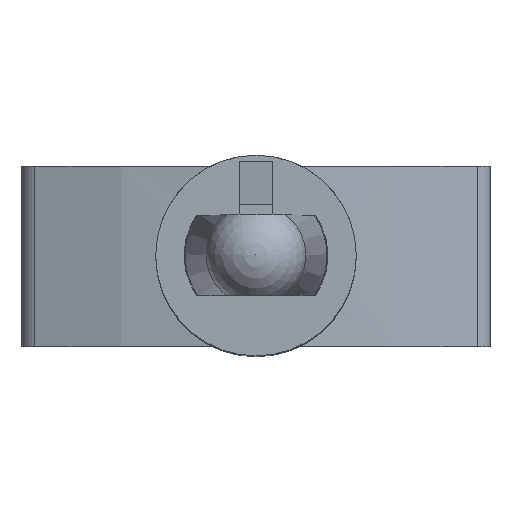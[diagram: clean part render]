
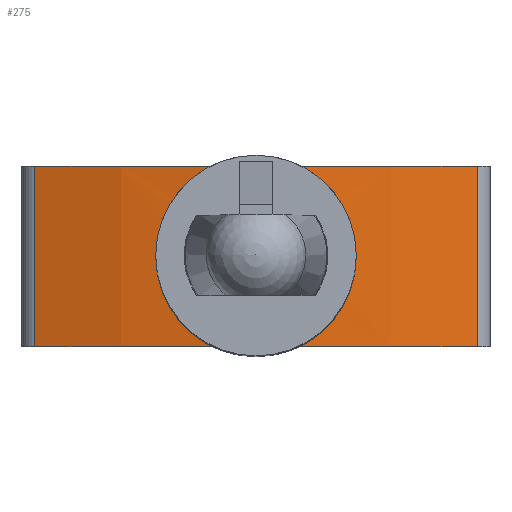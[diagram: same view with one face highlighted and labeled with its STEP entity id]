
A CAD part, top view. The second image highlights one B-rep face of the part: STEP entity #275.
In plain terms, the highlighted cylindrical face has radius 18.267 mm (diameter 36.534 mm), a partial arc.
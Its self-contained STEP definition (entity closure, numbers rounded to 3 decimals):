
#275 = ADVANCED_FACE( '', ( #559, #560 ), #561, .T. );
#559 = FACE_OUTER_BOUND( '', #1921, .T. );
#560 = FACE_BOUND( '', #1922, .T. );
#561 = CYLINDRICAL_SURFACE( '', #1923, 18.267 );
#1921 = EDGE_LOOP( '', ( #2645, #2646, #2647, #2648 ) );
#1922 = EDGE_LOOP( '', ( #2649, #2650 ) );
#1923 = AXIS2_PLACEMENT_3D( '', #2651, #2652, #2653 );
#2645 = ORIENTED_EDGE( '', *, *, #2743, .F. );
#2646 = ORIENTED_EDGE( '', *, *, #2843, .F. );
#2647 = ORIENTED_EDGE( '', *, *, #2980, .T. );
#2648 = ORIENTED_EDGE( '', *, *, #2987, .T. );
#2649 = ORIENTED_EDGE( '', *, *, #2813, .T. );
#2650 = ORIENTED_EDGE( '', *, *, #2814, .T. );
#2651 = CARTESIAN_POINT( '', ( 0., -2.7, -33.407 ) );
#2652 = DIRECTION( '', ( 0., -1., 0. ) );
#2653 = DIRECTION( '', ( 0., 0., 1. ) );
#2743 = EDGE_CURVE( '', #3086, #3087, #3088, .T. );
#2813 = EDGE_CURVE( '', #3204, #3205, #3206, .T. );
#2814 = EDGE_CURVE( '', #3205, #3204, #3207, .T. );
#2843 = EDGE_CURVE( '', #3250, #3086, #3252, .T. );
#2980 = EDGE_CURVE( '', #3250, #3438, #3439, .T. );
#2987 = EDGE_CURVE( '', #3438, #3087, #3447, .T. );
#3086 = VERTEX_POINT( '', #3577 );
#3087 = VERTEX_POINT( '', #3578 );
#3088 = CIRCLE( '', #3579, 18.267 );
#3204 = VERTEX_POINT( '', #3758 );
#3205 = VERTEX_POINT( '', #3759 );
#3206 = B_SPLINE_CURVE_WITH_KNOTS( '', 3, ( #3760, #3761, #3762, #3763, #3764, #3765, #3766, #3767, #3768, #3769, #3770, #3771, #3772, #3773, #3774, #3775, #3776, #3777 ), .UNSPECIFIED., .F., .F., ( 4, 2, 2, 2, 2, 2, 2, 2, 4 ), ( 0., 0.001, 0.002, 0.002, 0.003, 0.004, 0.005, 0.006, 0.006 ), .UNSPECIFIED. );
#3207 = B_SPLINE_CURVE_WITH_KNOTS( '', 3, ( #3778, #3779, #3780, #3781, #3782, #3783, #3784, #3785, #3786, #3787, #3788, #3789, #3790, #3791, #3792, #3793, #3794, #3795 ), .UNSPECIFIED., .F., .F., ( 4, 2, 2, 2, 2, 2, 2, 2, 4 ), ( 0., 0.001, 0.002, 0.002, 0.003, 0.004, 0.005, 0.006, 0.006 ), .UNSPECIFIED. );
#3250 = VERTEX_POINT( '', #3939 );
#3252 = LINE( '', #3941, #3942 );
#3438 = VERTEX_POINT( '', #4593 );
#3439 = CIRCLE( '', #4594, 18.267 );
#3447 = LINE( '', #4603, #4604 );
#3577 = CARTESIAN_POINT( '', ( -6.617, 2.7, -16.381 ) );
#3578 = CARTESIAN_POINT( '', ( 6.617, 2.7, -16.381 ) );
#3579 = AXIS2_PLACEMENT_3D( '', #4712, #4713, #4714 );
#3758 = CARTESIAN_POINT( '', ( -2.07, 0., -15.258 ) );
#3759 = CARTESIAN_POINT( '', ( 2.07, 0., -15.258 ) );
#3760 = CARTESIAN_POINT( '', ( -2.07, 0., -15.258 ) );
#3761 = CARTESIAN_POINT( '', ( -2.051, 0.264, -15.255 ) );
#3762 = CARTESIAN_POINT( '', ( -1.986, 0.524, -15.248 ) );
#3763 = CARTESIAN_POINT( '', ( -1.764, 1.004, -15.225 ) );
#3764 = CARTESIAN_POINT( '', ( -1.61, 1.223, -15.21 ) );
#3765 = CARTESIAN_POINT( '', ( -1.235, 1.593, -15.181 ) );
#3766 = CARTESIAN_POINT( '', ( -1.013, 1.745, -15.166 ) );
#3767 = CARTESIAN_POINT( '', ( -0.528, 1.954, -15.146 ) );
#3768 = CARTESIAN_POINT( '', ( -0.264, 2.01, -15.14 ) );
#3769 = CARTESIAN_POINT( '', ( 0.264, 2.01, -15.14 ) );
#3770 = CARTESIAN_POINT( '', ( 0.527, 1.954, -15.146 ) );
#3771 = CARTESIAN_POINT( '', ( 1.012, 1.745, -15.166 ) );
#3772 = CARTESIAN_POINT( '', ( 1.234, 1.594, -15.181 ) );
#3773 = CARTESIAN_POINT( '', ( 1.61, 1.223, -15.21 ) );
#3774 = CARTESIAN_POINT( '', ( 1.764, 1.004, -15.225 ) );
#3775 = CARTESIAN_POINT( '', ( 1.985, 0.525, -15.248 ) );
#3776 = CARTESIAN_POINT( '', ( 2.051, 0.264, -15.255 ) );
#3777 = CARTESIAN_POINT( '', ( 2.07, 0., -15.258 ) );
#3778 = CARTESIAN_POINT( '', ( 2.07, 0., -15.258 ) );
#3779 = CARTESIAN_POINT( '', ( 2.051, -0.264, -15.255 ) );
#3780 = CARTESIAN_POINT( '', ( 1.986, -0.524, -15.248 ) );
#3781 = CARTESIAN_POINT( '', ( 1.764, -1.004, -15.225 ) );
#3782 = CARTESIAN_POINT( '', ( 1.61, -1.223, -15.21 ) );
#3783 = CARTESIAN_POINT( '', ( 1.235, -1.593, -15.181 ) );
#3784 = CARTESIAN_POINT( '', ( 1.013, -1.745, -15.166 ) );
#3785 = CARTESIAN_POINT( '', ( 0.528, -1.954, -15.146 ) );
#3786 = CARTESIAN_POINT( '', ( 0.264, -2.01, -15.14 ) );
#3787 = CARTESIAN_POINT( '', ( -0.264, -2.01, -15.14 ) );
#3788 = CARTESIAN_POINT( '', ( -0.527, -1.954, -15.146 ) );
#3789 = CARTESIAN_POINT( '', ( -1.012, -1.745, -15.166 ) );
#3790 = CARTESIAN_POINT( '', ( -1.234, -1.594, -15.181 ) );
#3791 = CARTESIAN_POINT( '', ( -1.61, -1.223, -15.21 ) );
#3792 = CARTESIAN_POINT( '', ( -1.764, -1.004, -15.225 ) );
#3793 = CARTESIAN_POINT( '', ( -1.985, -0.525, -15.248 ) );
#3794 = CARTESIAN_POINT( '', ( -2.051, -0.264, -15.255 ) );
#3795 = CARTESIAN_POINT( '', ( -2.07, 0., -15.258 ) );
#3939 = CARTESIAN_POINT( '', ( -6.617, -2.7, -16.381 ) );
#3941 = CARTESIAN_POINT( '', ( -6.617, -2.7, -16.381 ) );
#3942 = VECTOR( '', #4814, 1000. );
#4593 = CARTESIAN_POINT( '', ( 6.617, -2.7, -16.381 ) );
#4594 = AXIS2_PLACEMENT_3D( '', #4939, #4940, #4941 );
#4603 = CARTESIAN_POINT( '', ( 6.617, -2.7, -16.381 ) );
#4604 = VECTOR( '', #4949, 1000. );
#4712 = CARTESIAN_POINT( '', ( 0., 2.7, -33.407 ) );
#4713 = DIRECTION( '', ( 0., 1., 0. ) );
#4714 = DIRECTION( '', ( 1., 0., 0. ) );
#4814 = DIRECTION( '', ( 0., 1., 0. ) );
#4939 = CARTESIAN_POINT( '', ( 0., -2.7, -33.407 ) );
#4940 = DIRECTION( '', ( 0., 1., 0. ) );
#4941 = DIRECTION( '', ( 1., 0., 0. ) );
#4949 = DIRECTION( '', ( 0., 1., 0. ) );
